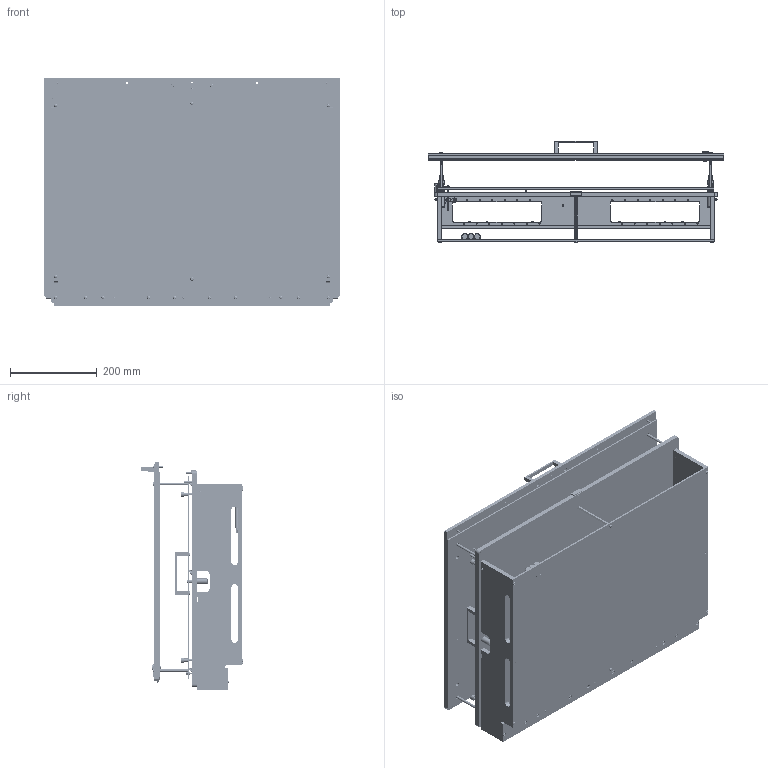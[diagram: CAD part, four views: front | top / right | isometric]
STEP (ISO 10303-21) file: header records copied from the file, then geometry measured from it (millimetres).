
FILE_DESCRIPTION (( 'STEP AP214' ), '1' );
FILE_NAME ('INGUN_116330-KIT.STEP', '2024-09-16T11:25:41', ( '' ), ( '' ), 'SwSTEP 2.0', 'SolidWorks 2021', '' );
FILE_SCHEMA (( 'AUTOMOTIVE_DESIGN' ));
Length unit declared in the file: millimetre
Products named in the file (55): 32293~1_S; DIN6325~n_04,0m6x016; 2196~6; 46869~0_S; Gewindebuchse~n_M04-09,5 offen; 113166~0_S; 114789~0_S; SKB-II~skii_M4,0x65 St; 116326~0_S; DIN7979~n_04,0m6x020M3; 116334~0; 114781~1_S; ISO7380~n_M04,0x020; 48213~0_S; 19141~0_S; 114788~0_S; 41369~1_S; DIN7991~n_M03,0x020; 5015~0; 114997~2; SKB-IA~skia_M4,0x35 St; 115002~2_S; 3699~0; KS-113-Master__ADA~ks_KS-113 23; DIN934~n_M03,0; DIN7991~n_M03,0x006; 115001~0_S; ISO7380~n_M03,0x006; 41880~3; 2229~6; 41367~6_S; ISO7380~n_M03,0x005; 48840~2_S; ISO7380~n_M04,0x012; DIN6325~n_03,0m6x016; GKS-114-0015__ADA~gks_Hub = 08,0 <S>; 114786~1; 114784~0_S; DIN912~n_M04,0x016; 9286~0 ...
Assembly tree (129 placements, depth 5):
  INGUN_116330-KIT
    116327~0_S
      116334~0
        114781~1_S
          114997~2
          Gewindebuchse~n_M04-09,5 offen  x4
      114784~0_S
        115001~0_S
        Gewindebuchse~n_M05-03,9 offen  x3
      114785~0_S
        115002~2_S
        DIN6325~n_04,0m6x016
      114789~0_S
        115002~2_S
        DIN6325~n_04,0m6x016
      114786~1
      114787~0_S
      114788~0_S
      43627~0_Hub 16mm<Standard>  x6
      2196~6  x2
      2229~6  x2
      46869~0_S  x4
      1607~1  x2
      32293~1_S
      SKB-II~skii_M4,0x65 St  x2
      SKB-IA~skia_M4,0x35 St  x2
      113166~0_S
        3699~0
      41367~6_S  x3
      ISO7380~n_M04,0x012  x34
      DIN7991~n_M03,0x006  x4
      DIN6325~n_03,0m6x016
      DIN6325~n_03,0m6x024
      DIN6325~n_04,0m6x016  x6
      DIN6325~n_06,0m6x030
      41899~3_flexiebel <S>
        KS-113-Master__ADA~ks_KS-113 23
        GKS-114-0015__ADA~gks_Hub = 08,0 <S>
        53731~0
        3917~3_M 3 A
      48840~2_S
        19141~0_S
        14846~0_f〉 48840 <S>
      5015~0
      41880~3
      ISO7380~n_M03,0x005
    116328~0_S
      47906~1_flexibel <Default>
        41369~1_S  x4
        5015~0
        DIN7979~n_04,0m6x020M3  x2
        1607~1
        48213~0_S
        9286~0
        ISO7380~n_M04,0x020  x4
        DIN7991~n_M03,0x020
        DIN934~n_M03,0
        ISO7380~n_M03,0x006  x2
        DIN912~n_M04,0x016  x2
      116326~0_S
Bounding box: 681 x 233.85 x 523 mm (x, y, z)
Volume: 11905483.4 mm3; surface area: 2970798.6 mm2
Topology: 121 solids, 121 shells, 3909 faces, 9270 edges, 5974 vertices
Faces by surface type: cylinder 1766, plane 1521, cone 396, torus 162, sphere 52, bspline 12
Entity records: 54549 total; most frequent: CARTESIAN_POINT 11132, DIRECTION 8979, ORIENTED_EDGE 7518, EDGE_CURVE 3759, AXIS2_PLACEMENT_3D 3586, VERTEX_POINT 2453, EDGE_LOOP 2056, CIRCLE 1870
